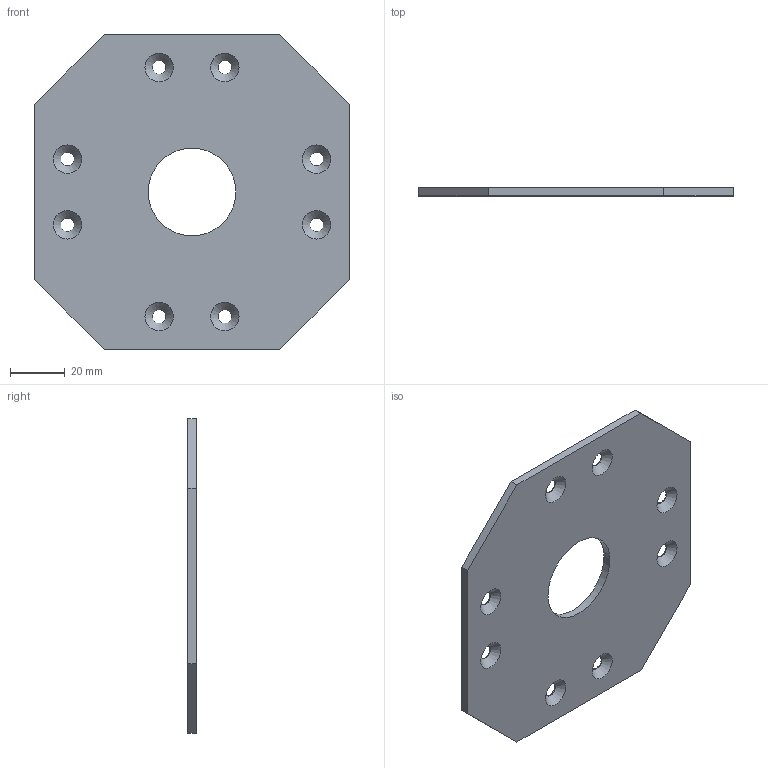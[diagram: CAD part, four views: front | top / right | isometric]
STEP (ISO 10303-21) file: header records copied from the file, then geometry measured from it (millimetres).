
FILE_DESCRIPTION(('FreeCAD Model'),'2;1');
FILE_NAME('Open CASCADE Shape Model','2021-05-01T18:32:16',('Author'),( ''),'Open CASCADE STEP processor 7.4','FreeCAD','Unknown');
FILE_SCHEMA(('AUTOMOTIVE_DESIGN { 1 0 10303 214 1 1 1 1 }'));
Length unit declared in the file: millimetre
Products named in the file (1): Body
Bounding box: 115 x 3 x 115 mm (x, y, z)
Volume: 32266.6 mm3; surface area: 23682.8 mm2
Topology: 1 solids, 1 shells, 27 faces, 67 edges, 42 vertices
Faces by surface type: plane 10, cylinder 9, cone 8
Full cylindrical faces by diameter (mm): 5 x8, 32 x1
Entity records: 1759 total; most frequent: CARTESIAN_POINT 325, DIRECTION 274, LINE 157, VECTOR 157, ORIENTED_EDGE 134, PCURVE 134, DEFINITIONAL_REPRESENTATION 134, EDGE_CURVE 67
